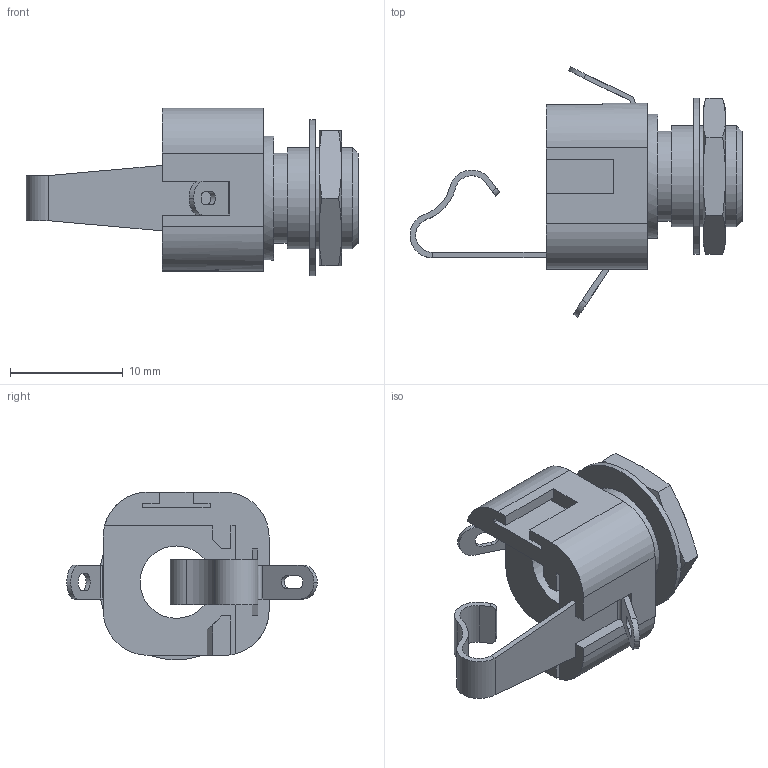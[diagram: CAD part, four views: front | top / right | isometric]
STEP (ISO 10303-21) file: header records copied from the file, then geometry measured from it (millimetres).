
FILE_DESCRIPTION(('FreeCAD Model'),'2;1');
FILE_NAME('_X2_65B0898F30A230BB30F330D630EA_X0___1__cp003_cp002_sp002_sp001_sp.step','2019-02-18T21:23:01',('kicad StepUp'),('ksu MCAD'), 'Open CASCADE STEP processor 7.2','FreeCAD','Unknown');
FILE_SCHEMA(('AUTOMOTIVE_DESIGN { 1 0 10303 214 1 1 1 1 }'));
Length unit declared in the file: millimetre
Products named in the file (1): _X2_65B0898F30A230BB30F330D630EA_X0___1__cp003_cp002_sp002_sp001_sp
Bounding box: 29.49 x 22.25 x 14.91 mm (x, y, z)
Volume: 1495.7 mm3; surface area: 2130 mm2
Topology: 2 solids, 2 shells, 128 faces, 341 edges, 221 vertices
Faces by surface type: plane 81, cylinder 39, cone 8
Full cylindrical faces by diameter (mm): 6.43 x1, 8 x1, 9 x2, 9.4 x1, 11 x1, 13.856 x1
Entity records: 4861 total; most frequent: CARTESIAN_POINT 734, ORIENTED_EDGE 682, DIRECTION 665, EDGE_CURVE 341, AXIS2_PLACEMENT_3D 222, VERTEX_POINT 221, LINE 221, VECTOR 221
